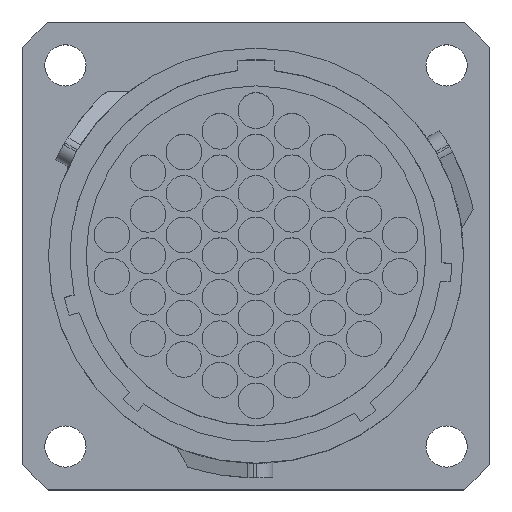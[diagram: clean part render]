
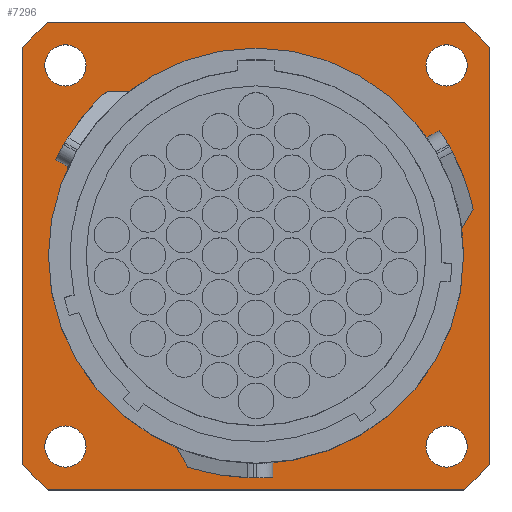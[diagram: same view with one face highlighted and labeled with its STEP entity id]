
A CAD part, top view. The second image highlights one B-rep face of the part: STEP entity #7296.
In plain terms, the highlighted planar face has unit normal (0, 0, 1).
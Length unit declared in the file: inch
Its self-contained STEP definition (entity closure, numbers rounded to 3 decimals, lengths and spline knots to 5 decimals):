
#186=CARTESIAN_POINT('',(0.,0.,0.));
#187=DIRECTION('',(0.,0.,-1.));
#188=DIRECTION('',(1.,0.,0.));
#189=AXIS2_PLACEMENT_3D('',#186,#187,#188);
#235=CARTESIAN_POINT('',(0.,0.,0.));
#236=DIRECTION('',(0.,0.,1.));
#237=DIRECTION('',(1.,0.,0.));
#238=AXIS2_PLACEMENT_3D('',#235,#236,#237);
#312=DIRECTION('',(1.,0.,0.));
#313=VECTOR('',#312,1.49919);
#314=CARTESIAN_POINT('',(-0.74959,0.8439,0.));
#315=LINE('',#314,#313);
#316=CARTESIAN_POINT('',(0.,0.,0.));
#317=DIRECTION('',(0.,0.,-1.));
#318=DIRECTION('',(0.664,0.748,0.));
#319=AXIS2_PLACEMENT_3D('',#316,#317,#318);
#321=DIRECTION('',(0.,-1.,0.));
#322=VECTOR('',#321,1.49919);
#323=CARTESIAN_POINT('',(0.8439,0.74959,0.));
#324=LINE('',#323,#322);
#325=CARTESIAN_POINT('',(0.,0.,0.));
#326=DIRECTION('',(0.,0.,-1.));
#327=DIRECTION('',(0.748,-0.664,0.));
#328=AXIS2_PLACEMENT_3D('',#325,#326,#327);
#330=DIRECTION('',(-1.,0.,0.));
#331=VECTOR('',#330,1.49919);
#332=CARTESIAN_POINT('',(0.74959,-0.8439,0.));
#333=LINE('',#332,#331);
#334=CARTESIAN_POINT('',(0.,0.,0.));
#335=DIRECTION('',(0.,0.,-1.));
#336=DIRECTION('',(-0.664,-0.748,0.));
#337=AXIS2_PLACEMENT_3D('',#334,#335,#336);
#339=DIRECTION('',(0.,1.,0.));
#340=VECTOR('',#339,1.49919);
#341=CARTESIAN_POINT('',(-0.8439,-0.74959,0.));
#342=LINE('',#341,#340);
#343=CARTESIAN_POINT('',(0.,0.,0.));
#344=DIRECTION('',(0.,0.,-1.));
#345=DIRECTION('',(-0.748,0.664,0.));
#346=AXIS2_PLACEMENT_3D('',#343,#344,#345);
#348=CARTESIAN_POINT('',(0.6874,0.6874,0.));
#349=DIRECTION('',(0.,0.,1.));
#350=DIRECTION('',(1.,0.,0.));
#351=AXIS2_PLACEMENT_3D('',#348,#349,#350);
#353=CARTESIAN_POINT('',(0.6874,0.6874,0.));
#354=DIRECTION('',(0.,0.,1.));
#355=DIRECTION('',(-1.,0.,0.));
#356=AXIS2_PLACEMENT_3D('',#353,#354,#355);
#358=CARTESIAN_POINT('',(0.6874,-0.6874,0.));
#359=DIRECTION('',(0.,0.,1.));
#360=DIRECTION('',(1.,0.,0.));
#361=AXIS2_PLACEMENT_3D('',#358,#359,#360);
#363=CARTESIAN_POINT('',(0.6874,-0.6874,0.));
#364=DIRECTION('',(0.,0.,1.));
#365=DIRECTION('',(-1.,0.,0.));
#366=AXIS2_PLACEMENT_3D('',#363,#364,#365);
#368=CARTESIAN_POINT('',(-0.6874,-0.6874,0.));
#369=DIRECTION('',(0.,0.,1.));
#370=DIRECTION('',(1.,0.,0.));
#371=AXIS2_PLACEMENT_3D('',#368,#369,#370);
#373=CARTESIAN_POINT('',(-0.6874,-0.6874,0.));
#374=DIRECTION('',(0.,0.,1.));
#375=DIRECTION('',(-1.,0.,0.));
#376=AXIS2_PLACEMENT_3D('',#373,#374,#375);
#378=CARTESIAN_POINT('',(-0.6874,0.6874,0.));
#379=DIRECTION('',(0.,0.,1.));
#380=DIRECTION('',(1.,0.,0.));
#381=AXIS2_PLACEMENT_3D('',#378,#379,#380);
#383=CARTESIAN_POINT('',(-0.6874,0.6874,0.));
#384=DIRECTION('',(0.,0.,1.));
#385=DIRECTION('',(-1.,0.,0.));
#386=AXIS2_PLACEMENT_3D('',#383,#384,#385);
#5847=CARTESIAN_POINT('',(0.74862,0.,0.));
#5849=VERTEX_POINT('',#5847);
#5859=CARTESIAN_POINT('',(-0.74862,0.,0.));
#5861=VERTEX_POINT('',#5859);
#6107=CARTESIAN_POINT('',(-0.74959,0.8439,0.));
#6108=CARTESIAN_POINT('',(0.74959,0.8439,0.));
#6109=VERTEX_POINT('',#6107);
#6110=VERTEX_POINT('',#6108);
#6111=CARTESIAN_POINT('',(0.8439,0.74959,0.));
#6112=CARTESIAN_POINT('',(0.8439,-0.74959,0.));
#6113=VERTEX_POINT('',#6111);
#6114=VERTEX_POINT('',#6112);
#6115=CARTESIAN_POINT('',(0.74959,-0.8439,0.));
#6116=CARTESIAN_POINT('',(-0.74959,-0.8439,0.));
#6117=VERTEX_POINT('',#6115);
#6118=VERTEX_POINT('',#6116);
#6119=CARTESIAN_POINT('',(-0.8439,-0.74959,0.));
#6120=CARTESIAN_POINT('',(-0.8439,0.74959,0.));
#6121=VERTEX_POINT('',#6119);
#6122=VERTEX_POINT('',#6120);
#6139=CARTESIAN_POINT('',(0.76181,0.6874,0.));
#6140=CARTESIAN_POINT('',(0.61299,0.6874,0.));
#6141=VERTEX_POINT('',#6139);
#6142=VERTEX_POINT('',#6140);
#6143=CARTESIAN_POINT('',(0.76181,-0.6874,0.));
#6144=CARTESIAN_POINT('',(0.61299,-0.6874,0.));
#6145=VERTEX_POINT('',#6143);
#6146=VERTEX_POINT('',#6144);
#6147=CARTESIAN_POINT('',(-0.61299,-0.6874,0.));
#6148=CARTESIAN_POINT('',(-0.76181,-0.6874,0.));
#6149=VERTEX_POINT('',#6147);
#6150=VERTEX_POINT('',#6148);
#6151=CARTESIAN_POINT('',(-0.61299,0.6874,0.));
#6152=CARTESIAN_POINT('',(-0.76181,0.6874,0.));
#6153=VERTEX_POINT('',#6151);
#6154=VERTEX_POINT('',#6152);
#7245=CARTESIAN_POINT('',(0.,0.,0.));
#7246=DIRECTION('',(0.,0.,-1.));
#7247=DIRECTION('',(-1.,0.,0.));
#7248=AXIS2_PLACEMENT_3D('',#7245,#7246,#7247);
#7249=PLANE('',#7248);
#7251=ORIENTED_EDGE('',*,*,#7250,.T.);
#7253=ORIENTED_EDGE('',*,*,#7252,.T.);
#7255=ORIENTED_EDGE('',*,*,#7254,.T.);
#7257=ORIENTED_EDGE('',*,*,#7256,.T.);
#7259=ORIENTED_EDGE('',*,*,#7258,.T.);
#7261=ORIENTED_EDGE('',*,*,#7260,.T.);
#7263=ORIENTED_EDGE('',*,*,#7262,.T.);
#7265=ORIENTED_EDGE('',*,*,#7264,.T.);
#7266=EDGE_LOOP('',(#7251,#7253,#7255,#7257,#7259,#7261,#7263,#7265));
#7267=FACE_OUTER_BOUND('',#7266,.F.);
#7268=ORIENTED_EDGE('',*,*,#7196,.T.);
#7269=ORIENTED_EDGE('',*,*,#7158,.F.);
#7270=EDGE_LOOP('',(#7268,#7269));
#7271=FACE_BOUND('',#7270,.F.);
#7273=ORIENTED_EDGE('',*,*,#7272,.T.);
#7275=ORIENTED_EDGE('',*,*,#7274,.T.);
#7276=EDGE_LOOP('',(#7273,#7275));
#7277=FACE_BOUND('',#7276,.F.);
#7279=ORIENTED_EDGE('',*,*,#7278,.T.);
#7281=ORIENTED_EDGE('',*,*,#7280,.T.);
#7282=EDGE_LOOP('',(#7279,#7281));
#7283=FACE_BOUND('',#7282,.F.);
#7285=ORIENTED_EDGE('',*,*,#7284,.T.);
#7287=ORIENTED_EDGE('',*,*,#7286,.T.);
#7288=EDGE_LOOP('',(#7285,#7287));
#7289=FACE_BOUND('',#7288,.F.);
#7291=ORIENTED_EDGE('',*,*,#7290,.T.);
#7293=ORIENTED_EDGE('',*,*,#7292,.T.);
#7294=EDGE_LOOP('',(#7291,#7293));
#7295=FACE_BOUND('',#7294,.F.);
#7296=ADVANCED_FACE('',(#7267,#7271,#7277,#7283,#7289,#7295),#7249,.F.);
#190=CIRCLE('',#189,0.74862);
#239=CIRCLE('',#238,0.74862);
#320=CIRCLE('',#319,1.12874);
#329=CIRCLE('',#328,1.12874);
#338=CIRCLE('',#337,1.12874);
#347=CIRCLE('',#346,1.12874);
#352=CIRCLE('',#351,0.07441);
#357=CIRCLE('',#356,0.07441);
#362=CIRCLE('',#361,0.07441);
#367=CIRCLE('',#366,0.07441);
#372=CIRCLE('',#371,0.07441);
#377=CIRCLE('',#376,0.07441);
#382=CIRCLE('',#381,0.07441);
#387=CIRCLE('',#386,0.07441);
#7158=EDGE_CURVE('',#5849,#5861,#190,.T.);
#7196=EDGE_CURVE('',#5849,#5861,#239,.T.);
#7250=EDGE_CURVE('',#6109,#6110,#315,.T.);
#7252=EDGE_CURVE('',#6110,#6113,#320,.T.);
#7254=EDGE_CURVE('',#6113,#6114,#324,.T.);
#7256=EDGE_CURVE('',#6114,#6117,#329,.T.);
#7258=EDGE_CURVE('',#6117,#6118,#333,.T.);
#7260=EDGE_CURVE('',#6118,#6121,#338,.T.);
#7262=EDGE_CURVE('',#6121,#6122,#342,.T.);
#7264=EDGE_CURVE('',#6122,#6109,#347,.T.);
#7272=EDGE_CURVE('',#6141,#6142,#352,.T.);
#7274=EDGE_CURVE('',#6142,#6141,#357,.T.);
#7278=EDGE_CURVE('',#6145,#6146,#362,.T.);
#7280=EDGE_CURVE('',#6146,#6145,#367,.T.);
#7284=EDGE_CURVE('',#6149,#6150,#372,.T.);
#7286=EDGE_CURVE('',#6150,#6149,#377,.T.);
#7290=EDGE_CURVE('',#6153,#6154,#382,.T.);
#7292=EDGE_CURVE('',#6154,#6153,#387,.T.);
